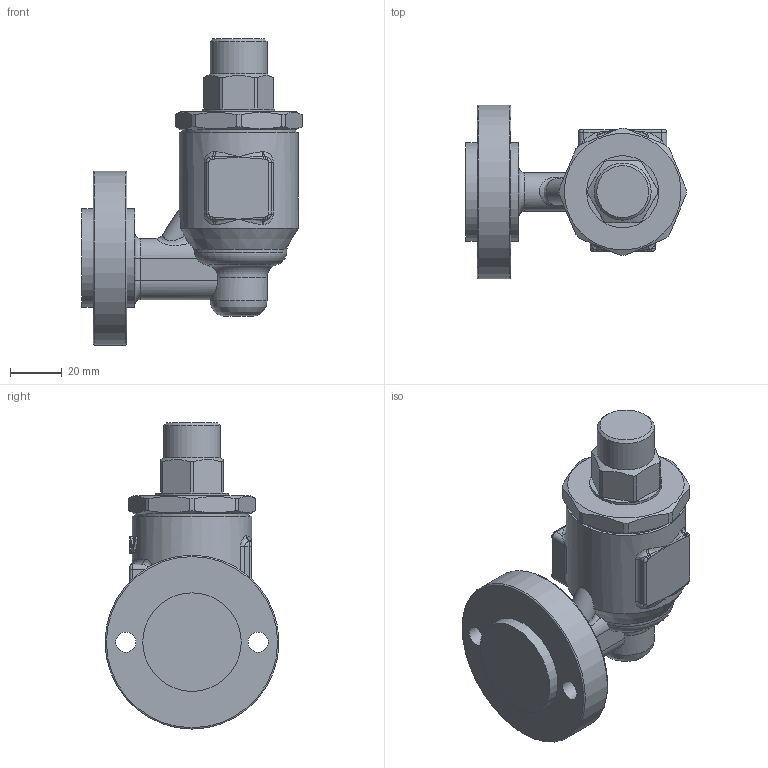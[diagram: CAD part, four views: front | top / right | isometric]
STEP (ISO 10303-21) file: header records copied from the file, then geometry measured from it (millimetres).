
FILE_DESCRIPTION(/* description */ (''),/* implementation_level */ '2;1');
FILE_NAME(/* name */ 'x1000-000-f0000-00.stp',/* time_stamp */ '2025-06-24T12:44:12+09:00',/* author */ ('shibuya'),/* organization */ (''),/* preprocessor_version */ 'ST-DEVELOPER v20',/* originating_system */ 'Autodesk Inventor 2025',/* authorisation */ '');
FILE_SCHEMA (('AUTOMOTIVE_DESIGN { 1 0 10303 214 3 1 1 }'));
Length unit declared in the file: millimetre
Products named in the file (1): fx100-015-screw-00
Bounding box: 85 x 67 x 118 mm (x, y, z)
Volume: 176719.9 mm3; surface area: 27013.6 mm2
Topology: 1 solids, 1 shells, 165 faces, 413 edges, 254 vertices
Faces by surface type: bspline 52, cylinder 51, plane 44, torus 13, cone 5
Full cylindrical faces by diameter (mm): 7.798 x2, 22 x2, 27.8 x1, 38 x2, 44 x1, 46 x1, 67 x1
Entity records: 10128 total; most frequent: CARTESIAN_POINT 6506, ORIENTED_EDGE 810, DIRECTION 649, EDGE_CURVE 405, AXIS2_PLACEMENT_3D 265, VERTEX_POINT 253, EDGE_LOOP 180, FACE_OUTER_BOUND 165
